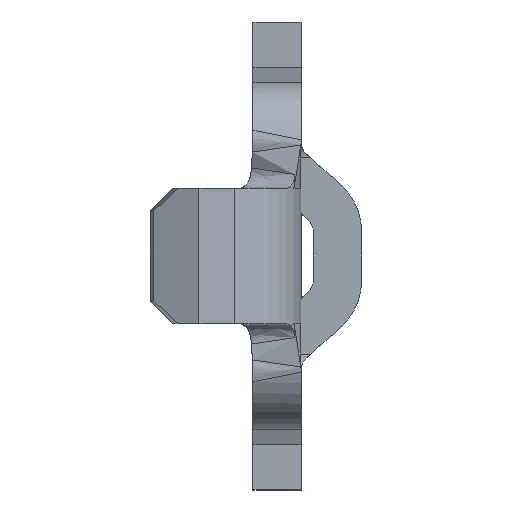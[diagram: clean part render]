
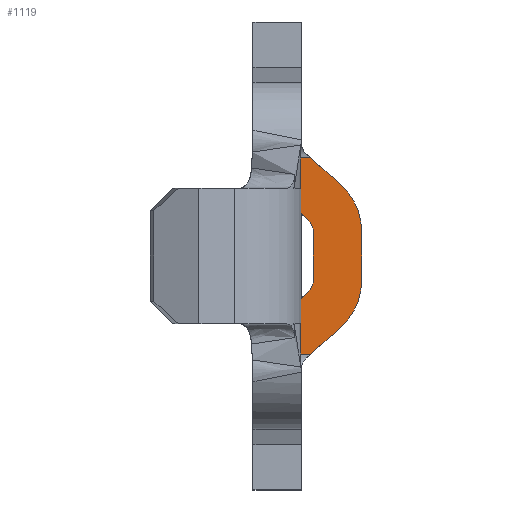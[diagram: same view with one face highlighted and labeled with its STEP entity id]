
A CAD part, left-side view. The second image highlights one B-rep face of the part: STEP entity #1119.
In plain terms, the highlighted planar face has unit normal (-1, 0, 0).
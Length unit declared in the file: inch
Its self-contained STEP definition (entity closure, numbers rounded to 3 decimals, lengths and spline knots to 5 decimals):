
#72 = ORIENTED_EDGE ( 'NONE', *, *, #3631, .T. ) ;
#75 = CARTESIAN_POINT ( 'NONE',  ( -0.324, 0.01788, 0.04359 ) ) ;
#164 = FACE_OUTER_BOUND ( 'NONE', #4678, .T. ) ;
#224 = DIRECTION ( 'NONE',  ( 1., 0., 0. ) ) ;
#247 = VECTOR ( 'NONE', #1897, 39.37008 ) ;
#252 = CARTESIAN_POINT ( 'NONE',  ( -0.324, -0.008, 0.01612 ) ) ;
#255 = DIRECTION ( 'NONE',  ( 0., 0., 1. ) ) ;
#296 = ORIENTED_EDGE ( 'NONE', *, *, #3717, .T. ) ;
#304 = CARTESIAN_POINT ( 'NONE',  ( -0.324, 0.002, 0.01612 ) ) ;
#352 = VECTOR ( 'NONE', #3003, 39.37008 ) ;
#457 = ORIENTED_EDGE ( 'NONE', *, *, #3521, .T. ) ;
#496 = CARTESIAN_POINT ( 'NONE',  ( -0.324, 0., -0.065 ) ) ;
#514 = DIRECTION ( 'NONE',  ( 0., -1., 0. ) ) ;
#621 = VECTOR ( 'NONE', #638, 39.37008 ) ;
#638 = DIRECTION ( 'NONE',  ( 0., 0., 1. ) ) ;
#675 = CARTESIAN_POINT ( 'NONE',  ( -0.324, -0.04, 0.01612 ) ) ;
#714 = DIRECTION ( 'NONE',  ( 0., 0., 1. ) ) ;
#715 = CARTESIAN_POINT ( 'NONE',  ( -0.324, -0.02588, 0.04753 ) ) ;
#729 = DIRECTION ( 'NONE',  ( -1., 0., 0. ) ) ;
#744 = VERTEX_POINT ( 'NONE', #75 ) ;
#749 = CARTESIAN_POINT ( 'NONE',  ( -0.324, 0.002, -0.01612 ) ) ;
#832 = CARTESIAN_POINT ( 'NONE',  ( -0.324, 0.032, 0.065 ) ) ;
#883 = DIRECTION ( 'NONE',  ( 0., 1., 0. ) ) ;
#1003 = CARTESIAN_POINT ( 'NONE',  ( -0.324, 0.002, 0.01612 ) ) ;
#1015 = DIRECTION ( 'NONE',  ( -1., 0., 0. ) ) ;
#1093 = CARTESIAN_POINT ( 'NONE',  ( -0.324, 0.01788, 0.04359 ) ) ;
#1119 = ADVANCED_FACE ( 'NONE', ( #164 ), #2837, .T. ) ;
#1232 = VERTEX_POINT ( 'NONE', #715 ) ;
#1236 = ORIENTED_EDGE ( 'NONE', *, *, #3284, .T. ) ;
#1260 = VERTEX_POINT ( 'NONE', #252 ) ;
#1278 = DIRECTION ( 'NONE',  ( 0., 0., 1. ) ) ;
#1322 = LINE ( 'NONE', #1093, #4154 ) ;
#1327 = CIRCLE ( 'NONE', #2560, 0.042 ) ;
#1376 = CIRCLE ( 'NONE', #2565, 0.042 ) ;
#1412 = DIRECTION ( 'NONE',  ( 0., 0.748, 0.664 ) ) ;
#1478 = VERTEX_POINT ( 'NONE', #4397 ) ;
#1538 = CIRCLE ( 'NONE', #2825, 0.042 ) ;
#1553 = CARTESIAN_POINT ( 'NONE',  ( -0.324, -0.008, -0.01612 ) ) ;
#1560 = CARTESIAN_POINT ( 'NONE',  ( -0.324, -0.00336, 0.06752 ) ) ;
#1589 = ORIENTED_EDGE ( 'NONE', *, *, #3594, .T. ) ;
#1650 = CARTESIAN_POINT ( 'NONE',  ( -0.324, -0.04, 0.01612 ) ) ;
#1656 = LINE ( 'NONE', #496, #2544 ) ;
#1795 = AXIS2_PLACEMENT_3D ( 'NONE', #3267, #3238, #3166 ) ;
#1897 = DIRECTION ( 'NONE',  ( 0., -0.748, 0.664 ) ) ;
#1933 = AXIS2_PLACEMENT_3D ( 'NONE', #3084, #2826, #2810 ) ;
#1938 = ORIENTED_EDGE ( 'NONE', *, *, #3801, .T. ) ;
#1960 = CARTESIAN_POINT ( 'NONE',  ( -0.324, -0.04, -0.01612 ) ) ;
#1963 = CARTESIAN_POINT ( 'NONE',  ( -0.324, -0.00336, -0.06752 ) ) ;
#1967 = CIRCLE ( 'NONE', #2644, 0.01 ) ;
#1984 = CARTESIAN_POINT ( 'NONE',  ( -0.324, -0.00464, -0.0236 ) ) ;
#2122 = CARTESIAN_POINT ( 'NONE',  ( -0.324, -0.0062, -0.065 ) ) ;
#2172 = VERTEX_POINT ( 'NONE', #3671 ) ;
#2188 = ORIENTED_EDGE ( 'NONE', *, *, #3831, .T. ) ;
#2531 = DIRECTION ( 'NONE',  ( 0., 0., 1. ) ) ;
#2535 = CARTESIAN_POINT ( 'NONE',  ( -0.324, 0.03079, -0.065 ) ) ;
#2544 = VECTOR ( 'NONE', #514, 39.37008 ) ;
#2559 = DIRECTION ( 'NONE',  ( -1., 0., 0. ) ) ;
#2560 = AXIS2_PLACEMENT_3D ( 'NONE', #1003, #1015, #1278 ) ;
#2565 = AXIS2_PLACEMENT_3D ( 'NONE', #2571, #2559, #2531 ) ;
#2571 = CARTESIAN_POINT ( 'NONE',  ( -0.324, -0.01, -0.075 ) ) ;
#2593 = EDGE_CURVE ( 'NONE', #3135, #1232, #1327, .T. ) ;
#2644 = AXIS2_PLACEMENT_3D ( 'NONE', #304, #224, #255 ) ;
#2652 = CARTESIAN_POINT ( 'NONE',  ( -0.324, -0.0062, 0.065 ) ) ;
#2661 = CIRCLE ( 'NONE', #3810, 0.042 ) ;
#2678 = DIRECTION ( 'NONE',  ( 0., -0.748, -0.664 ) ) ;
#2810 = DIRECTION ( 'NONE',  ( 0., 0., 1. ) ) ;
#2825 = AXIS2_PLACEMENT_3D ( 'NONE', #4127, #3446, #3058 ) ;
#2826 = DIRECTION ( 'NONE',  ( -1., 0., 0. ) ) ;
#2837 = PLANE ( 'NONE',  #1933 ) ;
#2907 = ORIENTED_EDGE ( 'NONE', *, *, #3809, .T. ) ;
#2919 = VECTOR ( 'NONE', #1412, 39.37008 ) ;
#2923 = VERTEX_POINT ( 'NONE', #1960 ) ;
#3003 = DIRECTION ( 'NONE',  ( 0., 0.748, -0.664 ) ) ;
#3011 = VERTEX_POINT ( 'NONE', #1553 ) ;
#3058 = DIRECTION ( 'NONE',  ( 0., 0., 1. ) ) ;
#3077 = VERTEX_POINT ( 'NONE', #4177 ) ;
#3082 = CARTESIAN_POINT ( 'NONE',  ( -0.324, 0.01788, -0.04359 ) ) ;
#3084 = CARTESIAN_POINT ( 'NONE',  ( -0.324, 0.002, 0.01612 ) ) ;
#3135 = VERTEX_POINT ( 'NONE', #1650 ) ;
#3166 = DIRECTION ( 'NONE',  ( 0., 0., -1. ) ) ;
#3168 = VERTEX_POINT ( 'NONE', #4155 ) ;
#3182 = LINE ( 'NONE', #1560, #2919 ) ;
#3238 = DIRECTION ( 'NONE',  ( 1., 0., 0. ) ) ;
#3267 = CARTESIAN_POINT ( 'NONE',  ( -0.324, 0.002, -0.01612 ) ) ;
#3284 = EDGE_CURVE ( 'NONE', #2172, #744, #1538, .T. ) ;
#3394 = EDGE_CURVE ( 'NONE', #744, #1478, #1322, .T. ) ;
#3413 = LINE ( 'NONE', #3082, #352 ) ;
#3446 = DIRECTION ( 'NONE',  ( -1., 0., 0. ) ) ;
#3521 = EDGE_CURVE ( 'NONE', #1478, #1260, #1967, .T. ) ;
#3537 = VECTOR ( 'NONE', #3749, 39.37008 ) ;
#3582 = ORIENTED_EDGE ( 'NONE', *, *, #2593, .T. ) ;
#3594 = EDGE_CURVE ( 'NONE', #1260, #3011, #4403, .T. ) ;
#3595 = VECTOR ( 'NONE', #883, 39.37008 ) ;
#3611 = EDGE_CURVE ( 'NONE', #3011, #4635, #3655, .T. ) ;
#3631 = EDGE_CURVE ( 'NONE', #4635, #3168, #3413, .T. ) ;
#3655 = CIRCLE ( 'NONE', #1795, 0.01 ) ;
#3656 = EDGE_CURVE ( 'NONE', #3168, #3989, #1376, .T. ) ;
#3671 = CARTESIAN_POINT ( 'NONE',  ( -0.324, 0.03079, 0.065 ) ) ;
#3703 = LINE ( 'NONE', #675, #621 ) ;
#3717 = EDGE_CURVE ( 'NONE', #4642, #3077, #4100, .T. ) ;
#3739 = EDGE_CURVE ( 'NONE', #1232, #3964, #3182, .T. ) ;
#3749 = DIRECTION ( 'NONE',  ( 0., 0., -1. ) ) ;
#3766 = CARTESIAN_POINT ( 'NONE',  ( -0.324, -0.008, 0.01612 ) ) ;
#3795 = EDGE_CURVE ( 'NONE', #3077, #2923, #2661, .T. ) ;
#3801 = EDGE_CURVE ( 'NONE', #2923, #3135, #3703, .T. ) ;
#3809 = EDGE_CURVE ( 'NONE', #3964, #2172, #4645, .T. ) ;
#3810 = AXIS2_PLACEMENT_3D ( 'NONE', #749, #729, #714 ) ;
#3831 = EDGE_CURVE ( 'NONE', #3989, #4642, #1656, .T. ) ;
#3964 = VERTEX_POINT ( 'NONE', #2652 ) ;
#3989 = VERTEX_POINT ( 'NONE', #2535 ) ;
#4056 = ORIENTED_EDGE ( 'NONE', *, *, #3656, .T. ) ;
#4100 = LINE ( 'NONE', #1963, #247 ) ;
#4127 = CARTESIAN_POINT ( 'NONE',  ( -0.324, -0.01, 0.075 ) ) ;
#4154 = VECTOR ( 'NONE', #2678, 39.37008 ) ;
#4155 = CARTESIAN_POINT ( 'NONE',  ( -0.324, 0.01788, -0.04359 ) ) ;
#4177 = CARTESIAN_POINT ( 'NONE',  ( -0.324, -0.02588, -0.04753 ) ) ;
#4198 = ORIENTED_EDGE ( 'NONE', *, *, #3394, .T. ) ;
#4253 = ORIENTED_EDGE ( 'NONE', *, *, #3795, .T. ) ;
#4397 = CARTESIAN_POINT ( 'NONE',  ( -0.324, -0.00464, 0.0236 ) ) ;
#4403 = LINE ( 'NONE', #3766, #3537 ) ;
#4635 = VERTEX_POINT ( 'NONE', #1984 ) ;
#4636 = ORIENTED_EDGE ( 'NONE', *, *, #3739, .T. ) ;
#4642 = VERTEX_POINT ( 'NONE', #2122 ) ;
#4645 = LINE ( 'NONE', #832, #3595 ) ;
#4678 = EDGE_LOOP ( 'NONE', ( #4636, #2907, #1236, #4198, #457, #1589, #4689, #72, #4056, #2188, #296, #4253, #1938, #3582 ) ) ;
#4689 = ORIENTED_EDGE ( 'NONE', *, *, #3611, .T. ) ;
